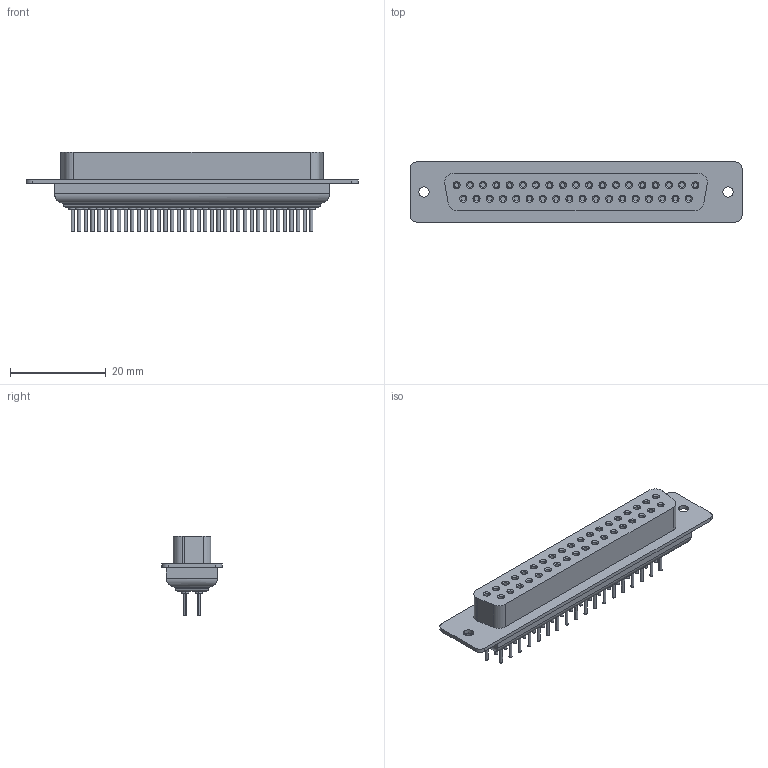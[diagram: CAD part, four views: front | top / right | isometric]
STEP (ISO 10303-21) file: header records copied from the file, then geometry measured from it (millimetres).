
FILE_DESCRIPTION(('STEP AP214'),'1');
FILE_NAME(' ',' ',('TraceParts'),('TraceParts S.A.'),'XStep 1.0',' ',' ');
FILE_SCHEMA(('automotive_design'));
Length unit declared in the file: millimetre
Products named in the file (1): 1
Bounding box: 69.32 x 12.55 x 16.7 mm (x, y, z)
Volume: 5781.2 mm3; surface area: 4191 mm2
Topology: 1 solids, 1 shells, 449 faces, 920 edges, 586 vertices
Faces by surface type: cylinder 244, plane 131, cone 74
Entity records: 23222 total; most frequent: DIRECTION 2370, CARTESIAN_POINT 2048, STYLED_ITEM 1955, PRESENTATION_STYLE_ASSIGNMENT 1955, COLOUR_RGB 1955, ORIENTED_EDGE 1840, AXIS2_PLACEMENT_3D 1004, EDGE_CURVE 920
